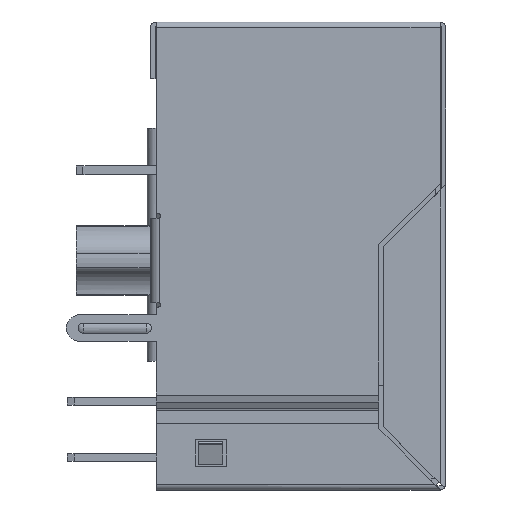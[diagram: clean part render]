
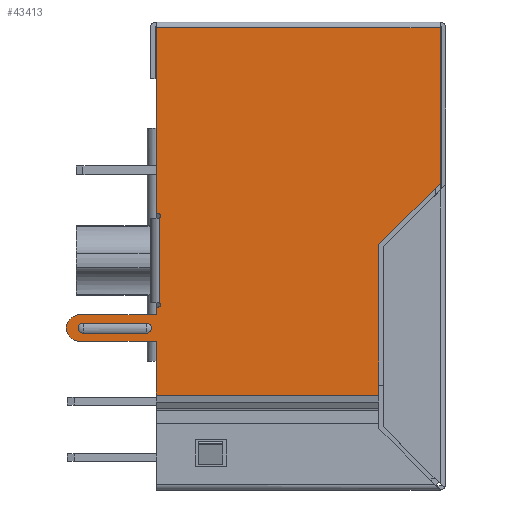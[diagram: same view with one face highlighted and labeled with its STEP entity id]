
A CAD part, left-side view. The second image highlights one B-rep face of the part: STEP entity #43413.
In plain terms, the highlighted planar face has unit normal (-1, 0, 0).
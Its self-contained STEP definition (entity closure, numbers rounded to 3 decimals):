
#5290=DIRECTION('',(0.,0.,-1.));
#5291=VECTOR('',#5290,8.4);
#5292=CARTESIAN_POINT('',(-8.,0.15,0.05));
#5293=LINE('',#5292,#5291);
#5302=DIRECTION('',(0.,1.,0.));
#5303=VECTOR('',#5302,12.8);
#5304=CARTESIAN_POINT('',(-8.,-12.65,0.05));
#5305=LINE('',#5304,#5303);
#5315=DIRECTION('',(0.,0.,1.));
#5316=VECTOR('',#5315,7.04);
#5317=CARTESIAN_POINT('',(-8.,-12.65,-6.99));
#5318=LINE('',#5317,#5316);
#5384=CARTESIAN_POINT('',(-8.,0.,-8.537));
#5399=DIRECTION('',(0.,0.,-1.));
#5400=VECTOR('',#5399,3.827);
#5401=CARTESIAN_POINT('',(-8.,0.,-8.537));
#5402=LINE('',#5401,#5400);
#5407=DIRECTION('',(0.,0.707,-0.707));
#5408=VECTOR('',#5407,3.903);
#5409=CARTESIAN_POINT('',(-8.,-12.65,-6.99));
#5410=LINE('',#5409,#5408);
#5411=DIRECTION('',(0.,0.,-1.));
#5412=VECTOR('',#5411,6.768);
#5413=CARTESIAN_POINT('',(-8.,-9.89,-9.75));
#5414=LINE('',#5413,#5412);
#5415=DIRECTION('',(0.,1.,0.));
#5416=VECTOR('',#5415,10.04);
#5417=CARTESIAN_POINT('',(-8.,-9.89,-16.518));
#5418=LINE('',#5417,#5416);
#5419=DIRECTION('',(0.,1.,0.));
#5420=VECTOR('',#5419,3.45);
#5421=CARTESIAN_POINT('',(-8.,0.15,-14.1));
#5422=LINE('',#5421,#5420);
#5423=CARTESIAN_POINT('',(-8.,3.6,-13.5));
#5424=DIRECTION('',(1.,0.,0.));
#5425=DIRECTION('',(0.,0.,-1.));
#5426=AXIS2_PLACEMENT_3D('',#5423,#5424,#5425);
#5428=CARTESIAN_POINT('',(-8.,0.05,-12.45));
#5429=DIRECTION('',(-1.,0.,0.));
#5430=DIRECTION('',(0.,0.,-1.));
#5431=AXIS2_PLACEMENT_3D('',#5428,#5429,#5430);
#5433=CARTESIAN_POINT('',(-8.,0.05,-8.45));
#5434=DIRECTION('',(-1.,0.,0.));
#5435=DIRECTION('',(0.,-0.5,-0.866));
#5436=AXIS2_PLACEMENT_3D('',#5433,#5434,#5435);
#5438=DIRECTION('',(0.,1.,0.));
#5439=VECTOR('',#5438,0.1);
#5440=CARTESIAN_POINT('',(-8.,0.05,-8.35));
#5441=LINE('',#5440,#5439);
#5486=DIRECTION('',(0.,0.,-1.));
#5487=VECTOR('',#5486,2.418);
#5488=CARTESIAN_POINT('',(-8.,0.15,-14.1));
#5489=LINE('',#5488,#5487);
#5538=DIRECTION('',(0.,1.,0.));
#5539=VECTOR('',#5538,3.45);
#5540=CARTESIAN_POINT('',(-8.,0.15,-12.9));
#5541=LINE('',#5540,#5539);
#5546=DIRECTION('',(0.,0.,-1.));
#5547=VECTOR('',#5546,0.35);
#5548=CARTESIAN_POINT('',(-8.,0.15,-12.55));
#5549=LINE('',#5548,#5547);
#5554=DIRECTION('',(0.,1.,0.));
#5555=VECTOR('',#5554,0.1);
#5556=CARTESIAN_POINT('',(-8.,0.05,-12.55));
#5557=LINE('',#5556,#5555);
#5811=DIRECTION('',(0.,-1.,0.));
#5812=VECTOR('',#5811,2.85);
#5813=CARTESIAN_POINT('',(-8.,3.44,
-13.272));
#5814=LINE('',#5813,#5812);
#5815=DIRECTION('',(0.,1.,0.));
#5816=VECTOR('',#5815,2.85);
#5817=CARTESIAN_POINT('',(-8.,0.59,
-13.728));
#5818=LINE('',#5817,#5816);
#5819=CARTESIAN_POINT('',(-8.,0.591,-13.5));
#5820=DIRECTION('',(1.,0.,0.));
#5821=DIRECTION('',(0.,-0.002,1.));
#5822=AXIS2_PLACEMENT_3D('',#5819,#5820,#5821);
#5824=CARTESIAN_POINT('',(-8.,0.591,-13.5));
#5825=DIRECTION('',(1.,0.,0.));
#5826=DIRECTION('',(0.,-1.,0.));
#5827=AXIS2_PLACEMENT_3D('',#5824,#5825,#5826);
#5841=CARTESIAN_POINT('',(-8.,3.441,-13.5));
#5842=DIRECTION('',(1.,0.,0.));
#5843=DIRECTION('',(0.,-0.002,-1.));
#5844=AXIS2_PLACEMENT_3D('',#5841,#5842,#5843);
#5846=CARTESIAN_POINT('',(-8.,3.441,-13.5));
#5847=DIRECTION('',(1.,0.,0.));
#5848=DIRECTION('',(0.,1.,0.));
#5849=AXIS2_PLACEMENT_3D('',#5846,#5847,#5848);
#30951=CARTESIAN_POINT('',(-8.,0.15,0.05));
#30952=VERTEX_POINT('',#30951);
#30953=CARTESIAN_POINT('',(-8.,0.15,-8.35));
#30954=VERTEX_POINT('',#30953);
#30957=CARTESIAN_POINT('',(-8.,-12.65,0.05));
#30958=VERTEX_POINT('',#30957);
#30961=CARTESIAN_POINT('',(-8.,-12.65,-6.99));
#30962=VERTEX_POINT('',#30961);
#30994=VERTEX_POINT('',#5384);
#30996=CARTESIAN_POINT('',(-8.,0.05,-8.35));
#30997=VERTEX_POINT('',#30996);
#30998=CARTESIAN_POINT('',(-8.,0.,-12.363));
#30999=VERTEX_POINT('',#30998);
#31005=CARTESIAN_POINT('',(-8.,-9.89,-9.75));
#31006=VERTEX_POINT('',#31005);
#31007=CARTESIAN_POINT('',(-8.,-9.89,-16.518));
#31008=VERTEX_POINT('',#31007);
#31009=CARTESIAN_POINT('',(-8.,0.15,
-16.518));
#31010=VERTEX_POINT('',#31009);
#31011=CARTESIAN_POINT('',(-8.,0.15,-14.1));
#31012=VERTEX_POINT('',#31011);
#31013=CARTESIAN_POINT('',(-8.,3.6,-14.1));
#31014=VERTEX_POINT('',#31013);
#31015=CARTESIAN_POINT('',(-8.,3.6,-12.9));
#31016=VERTEX_POINT('',#31015);
#31017=CARTESIAN_POINT('',(-8.,0.15,-12.9));
#31018=VERTEX_POINT('',#31017);
#31019=CARTESIAN_POINT('',(-8.,0.15,-12.55));
#31020=VERTEX_POINT('',#31019);
#31021=CARTESIAN_POINT('',(-8.,0.05,-12.55));
#31022=VERTEX_POINT('',#31021);
#31023=CARTESIAN_POINT('',(-8.,3.44,
-13.272));
#31024=CARTESIAN_POINT('',(-8.,0.59,
-13.272));
#31025=VERTEX_POINT('',#31023);
#31026=VERTEX_POINT('',#31024);
#31027=CARTESIAN_POINT('',(-8.,3.668,-13.5));
#31028=VERTEX_POINT('',#31027);
#31029=CARTESIAN_POINT('',(-8.,3.44,-13.728));
#31030=VERTEX_POINT('',#31029);
#31031=CARTESIAN_POINT('',(-8.,0.59,
-13.728));
#31032=VERTEX_POINT('',#31031);
#31033=CARTESIAN_POINT('',(-8.,0.363,-13.5));
#31034=VERTEX_POINT('',#31033);
#43365=CARTESIAN_POINT('',(-8.,-4.224,-8.234));
#43366=DIRECTION('',(1.,0.,0.));
#43367=DIRECTION('',(0.,0.,-1.));
#43368=AXIS2_PLACEMENT_3D('',#43365,#43366,#43367);
#43369=PLANE('',#43368);
#43370=ORIENTED_EDGE('',*,*,#43249,.F.);
#43371=ORIENTED_EDGE('',*,*,#43267,.F.);
#43373=ORIENTED_EDGE('',*,*,#43372,.T.);
#43375=ORIENTED_EDGE('',*,*,#43374,.T.);
#43377=ORIENTED_EDGE('',*,*,#43376,.T.);
#43379=ORIENTED_EDGE('',*,*,#43378,.F.);
#43381=ORIENTED_EDGE('',*,*,#43380,.T.);
#43383=ORIENTED_EDGE('',*,*,#43382,.T.);
#43385=ORIENTED_EDGE('',*,*,#43384,.F.);
#43387=ORIENTED_EDGE('',*,*,#43386,.F.);
#43389=ORIENTED_EDGE('',*,*,#43388,.F.);
#43391=ORIENTED_EDGE('',*,*,#43390,.T.);
#43392=ORIENTED_EDGE('',*,*,#43351,.F.);
#43393=ORIENTED_EDGE('',*,*,#43341,.T.);
#43395=ORIENTED_EDGE('',*,*,#43394,.T.);
#43396=ORIENTED_EDGE('',*,*,#43231,.F.);
#43397=EDGE_LOOP('',(#43370,#43371,#43373,#43375,#43377,#43379,#43381,#43383,
#43385,#43387,#43389,#43391,#43392,#43393,#43395,#43396));
#43398=FACE_OUTER_BOUND('',#43397,.F.);
#43400=ORIENTED_EDGE('',*,*,#43399,.F.);
#43402=ORIENTED_EDGE('',*,*,#43401,.F.);
#43404=ORIENTED_EDGE('',*,*,#43403,.F.);
#43406=ORIENTED_EDGE('',*,*,#43405,.F.);
#43408=ORIENTED_EDGE('',*,*,#43407,.F.);
#43410=ORIENTED_EDGE('',*,*,#43409,.F.);
#43411=EDGE_LOOP('',(#43400,#43402,#43404,#43406,#43408,#43410));
#43412=FACE_BOUND('',#43411,.F.);
#5427=CIRCLE('',#5426,0.6);
#5432=CIRCLE('',#5431,0.1);
#5437=CIRCLE('',#5436,0.1);
#5823=CIRCLE('',#5822,0.228);
#5828=CIRCLE('',#5827,0.228);
#5845=CIRCLE('',#5844,0.228);
#5850=CIRCLE('',#5849,0.228);
#43231=EDGE_CURVE('',#30952,#30954,#5293,.T.);
#43249=EDGE_CURVE('',#30958,#30952,#5305,.T.);
#43267=EDGE_CURVE('',#30962,#30958,#5318,.T.);
#43341=EDGE_CURVE('',#30994,#30997,#5437,.T.);
#43351=EDGE_CURVE('',#30994,#30999,#5402,.T.);
#43372=EDGE_CURVE('',#30962,#31006,#5410,.T.);
#43374=EDGE_CURVE('',#31006,#31008,#5414,.T.);
#43376=EDGE_CURVE('',#31008,#31010,#5418,.T.);
#43378=EDGE_CURVE('',#31012,#31010,#5489,.T.);
#43380=EDGE_CURVE('',#31012,#31014,#5422,.T.);
#43382=EDGE_CURVE('',#31014,#31016,#5427,.T.);
#43384=EDGE_CURVE('',#31018,#31016,#5541,.T.);
#43386=EDGE_CURVE('',#31020,#31018,#5549,.T.);
#43388=EDGE_CURVE('',#31022,#31020,#5557,.T.);
#43390=EDGE_CURVE('',#31022,#30999,#5432,.T.);
#43394=EDGE_CURVE('',#30997,#30954,#5441,.T.);
#43399=EDGE_CURVE('',#31025,#31026,#5814,.T.);
#43401=EDGE_CURVE('',#31028,#31025,#5850,.T.);
#43403=EDGE_CURVE('',#31030,#31028,#5845,.T.);
#43405=EDGE_CURVE('',#31032,#31030,#5818,.T.);
#43407=EDGE_CURVE('',#31034,#31032,#5828,.T.);
#43409=EDGE_CURVE('',#31026,#31034,#5823,.T.);
#43413=ADVANCED_FACE('',(#43398,#43412),#43369,.F.);
